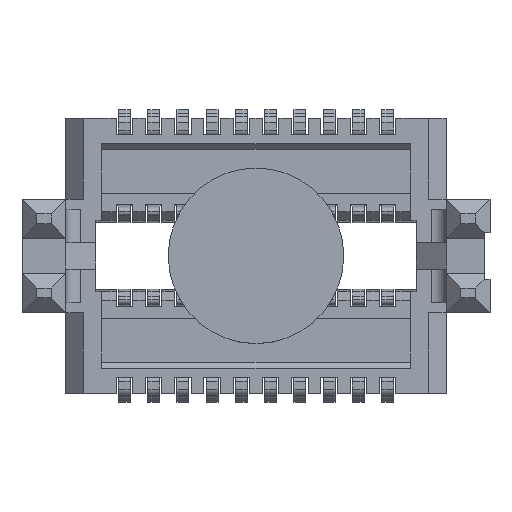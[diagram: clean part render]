
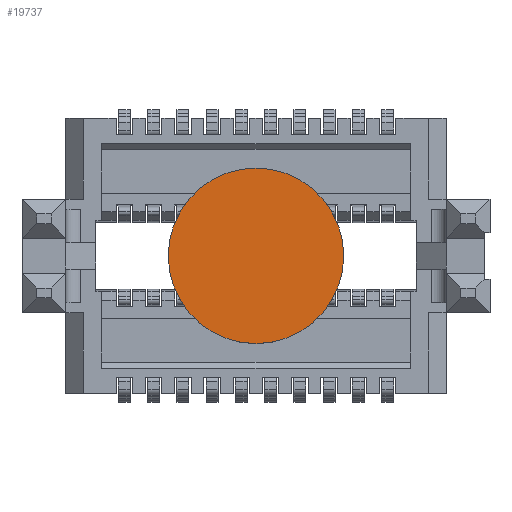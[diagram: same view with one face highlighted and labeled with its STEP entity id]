
A CAD part, top view. The second image highlights one B-rep face of the part: STEP entity #19737.
In plain terms, the highlighted planar face has unit normal (0, 0, 1).
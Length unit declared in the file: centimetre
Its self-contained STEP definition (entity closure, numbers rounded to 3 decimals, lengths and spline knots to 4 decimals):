
#1014=CIRCLE($,#21394,0.15);
#1999=FACE_OUTER_BOUND($,#2989,.T.);
#2989=EDGE_LOOP($,(#18096));
#9395=VERTEX_POINT($,#32744);
#12296=EDGE_CURVE($,#9395,#9395,#1014,.T.);
#18096=ORIENTED_EDGE($,*,*,#12296,.T.);
#18752=PLANE($,#21393);
#19737=ADVANCED_FACE($,(#1999),#18752,.T.);
#21393=AXIS2_PLACEMENT_3D($,#32743,#26927,#26928);
#21394=AXIS2_PLACEMENT_3D($,#32745,#26929,#26930);
#26927=DIRECTION('center_axis',(0.,0.,1.));
#26928=DIRECTION('ref_axis',(0.,-1.,0.));
#26929=DIRECTION('center_axis',(0.,0.,1.));
#26930=DIRECTION('ref_axis',(1.,0.,0.));
#32743=CARTESIAN_POINT('Origin',(0.,0.05,0.153));
#32744=CARTESIAN_POINT('',(0.15,0.05,0.153));
#32745=CARTESIAN_POINT('Origin',(0.,0.05,0.153));
